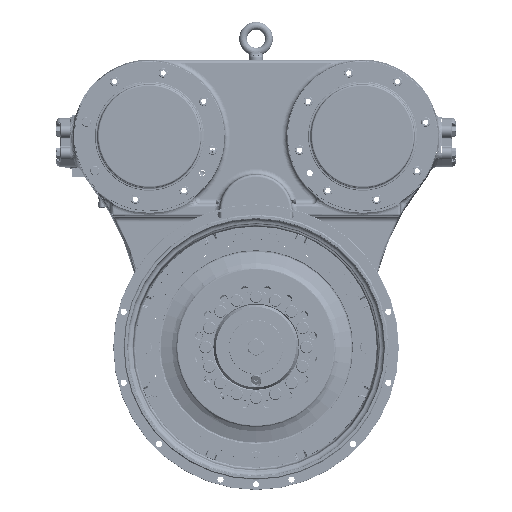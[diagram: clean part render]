
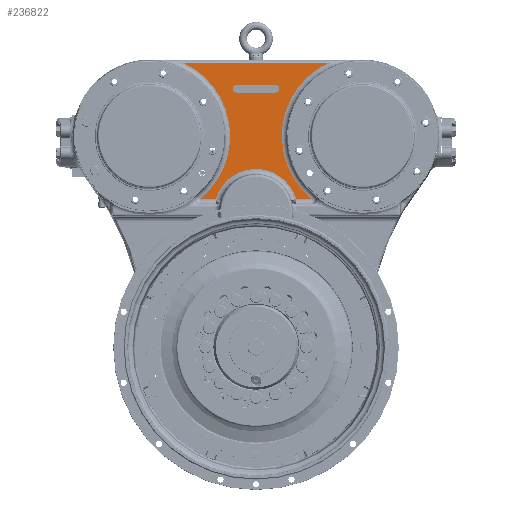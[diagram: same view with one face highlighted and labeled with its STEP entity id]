
A CAD part, top view. The second image highlights one B-rep face of the part: STEP entity #236822.
In plain terms, the highlighted planar face has unit normal (0, 0, 1).
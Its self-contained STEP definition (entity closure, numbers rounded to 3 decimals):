
#1740 = EDGE_LOOP ( 'NONE', ( #300519, #333480, #162906, #321572, #155153, #322513, #124290 ) ) ;
#5518 = CARTESIAN_POINT ( 'NONE',  ( 140.297, 287.157, -121.5 ) ) ;
#9744 = AXIS2_PLACEMENT_3D ( 'NONE', #292678, #56815, #297001 ) ;
#11485 = EDGE_CURVE ( 'NONE', #344054, #34569, #288105, .T. ) ;
#17039 = DIRECTION ( 'NONE',  ( 1., 0., 0. ) ) ;
#28045 = AXIS2_PLACEMENT_3D ( 'NONE', #391739, #48926, #348249 ) ;
#34411 = CARTESIAN_POINT ( 'NONE',  ( -37.5, 507.5, -121.5 ) ) ;
#34569 = VERTEX_POINT ( 'NONE', #428630 ) ;
#48295 = DIRECTION ( 'NONE',  ( -1., 0., 0. ) ) ;
#48926 = DIRECTION ( 'NONE',  ( 0., 0., -1. ) ) ;
#50357 = PLANE ( 'NONE',  #9744 ) ;
#52498 = FACE_BOUND ( 'NONE', #130722, .T. ) ;
#54775 = LINE ( 'NONE', #153100, #373832 ) ;
#56815 = DIRECTION ( 'NONE',  ( 0., 0., 1. ) ) ;
#65108 = AXIS2_PLACEMENT_3D ( 'NONE', #71798, #67477, #336169 ) ;
#65959 = EDGE_CURVE ( 'NONE', #244661, #223731, #197613, .T. ) ;
#67092 = CARTESIAN_POINT ( 'NONE',  ( -107.716, 287.157, -121.5 ) ) ;
#67477 = DIRECTION ( 'NONE',  ( 0., 0., -1. ) ) ;
#67898 = CARTESIAN_POINT ( 'NONE',  ( -206.284, 408.452, -121.5 ) ) ;
#70553 = AXIS2_PLACEMENT_3D ( 'NONE', #336591, #268792, #406328 ) ;
#71798 = CARTESIAN_POINT ( 'NONE',  ( -206.284, 408.452, -121.5 ) ) ;
#72270 = CARTESIAN_POINT ( 'NONE',  ( 206.284, 287.157, -121.5 ) ) ;
#78796 = DIRECTION ( 'NONE',  ( 1., 0., 0. ) ) ;
#80417 = CIRCLE ( 'NONE', #254695, 156.295 ) ;
#85726 = VERTEX_POINT ( 'NONE', #148313 ) ;
#100803 = EDGE_CURVE ( 'NONE', #392739, #171302, #264516, .T. ) ;
#111932 = CARTESIAN_POINT ( 'NONE',  ( -37.5, 492.5, -121.5 ) ) ;
#113517 = EDGE_CURVE ( 'NONE', #351979, #344054, #302300, .T. ) ;
#114629 = CIRCLE ( 'NONE', #191305, 7.5 ) ;
#119750 = DIRECTION ( 'NONE',  ( 0., 0., -1. ) ) ;
#119788 = DIRECTION ( 'NONE',  ( 0., 0., -1. ) ) ;
#124290 = ORIENTED_EDGE ( 'NONE', *, *, #314270, .T. ) ;
#126098 = CIRCLE ( 'NONE', #28045, 80.879 ) ;
#127581 = VERTEX_POINT ( 'NONE', #201372 ) ;
#130722 = EDGE_LOOP ( 'NONE', ( #339641, #365311, #259311, #186352, #181286 ) ) ;
#138895 = DIRECTION ( 'NONE',  ( 1., 0., 0. ) ) ;
#145643 = CARTESIAN_POINT ( 'NONE',  ( -140.571, 550.262, -121.5 ) ) ;
#148313 = CARTESIAN_POINT ( 'NONE',  ( 140.571, 550.262, -121.5 ) ) ;
#153100 = CARTESIAN_POINT ( 'NONE',  ( 206.284, 550.262, -121.5 ) ) ;
#154007 = VECTOR ( 'NONE', #224254, 1000. ) ;
#155153 = ORIENTED_EDGE ( 'NONE', *, *, #232934, .T. ) ;
#159364 = VERTEX_POINT ( 'NONE', #324720 ) ;
#162906 = ORIENTED_EDGE ( 'NONE', *, *, #419817, .T. ) ;
#169165 = VERTEX_POINT ( 'NONE', #398052 ) ;
#171302 = VERTEX_POINT ( 'NONE', #337233 ) ;
#172697 = DIRECTION ( 'NONE',  ( 0., 0., -1. ) ) ;
#181022 = DIRECTION ( 'NONE',  ( 1., 0., 0. ) ) ;
#181286 = ORIENTED_EDGE ( 'NONE', *, *, #11485, .T. ) ;
#186352 = ORIENTED_EDGE ( 'NONE', *, *, #113517, .T. ) ;
#188615 = CARTESIAN_POINT ( 'NONE',  ( -49.989, 408.452, -121.5 ) ) ;
#191305 = AXIS2_PLACEMENT_3D ( 'NONE', #220139, #119750, #181022 ) ;
#197613 = CIRCLE ( 'NONE', #65108, 156.295 ) ;
#201084 = DIRECTION ( 'NONE',  ( 1., 0., 0. ) ) ;
#201372 = CARTESIAN_POINT ( 'NONE',  ( -45., 500., -121.5 ) ) ;
#203905 = DIRECTION ( 'NONE',  ( 1., 0., 0. ) ) ;
#209869 = CIRCLE ( 'NONE', #70553, 156.295 ) ;
#220139 = CARTESIAN_POINT ( 'NONE',  ( -37.5, 500., -121.5 ) ) ;
#223731 = VERTEX_POINT ( 'NONE', #188615 ) ;
#224254 = DIRECTION ( 'NONE',  ( -1., 0., 0. ) ) ;
#230665 = VERTEX_POINT ( 'NONE', #111932 ) ;
#232934 = EDGE_CURVE ( 'NONE', #171302, #159364, #126098, .T. ) ;
#236822 = ADVANCED_FACE ( 'NONE', ( #349680, #52498 ), #50357, .T. ) ;
#237227 = VECTOR ( 'NONE', #266642, 1000. ) ;
#244661 = VERTEX_POINT ( 'NONE', #145643 ) ;
#246289 = AXIS2_PLACEMENT_3D ( 'NONE', #351350, #119788, #17039 ) ;
#254695 = AXIS2_PLACEMENT_3D ( 'NONE', #67898, #172697, #201084 ) ;
#258091 = EDGE_CURVE ( 'NONE', #159364, #169165, #403212, .T. ) ;
#259185 = LINE ( 'NONE', #326961, #154007 ) ;
#259311 = ORIENTED_EDGE ( 'NONE', *, *, #330152, .T. ) ;
#264516 = LINE ( 'NONE', #72270, #237227 ) ;
#266642 = DIRECTION ( 'NONE',  ( 1., 0., 0. ) ) ;
#268792 = DIRECTION ( 'NONE',  ( 0., 0., -1. ) ) ;
#288105 = CIRCLE ( 'NONE', #246289, 7.5 ) ;
#292678 = CARTESIAN_POINT ( 'NONE',  ( 206.284, 408.452, -121.5 ) ) ;
#297001 = DIRECTION ( 'NONE',  ( 1., 0., 0. ) ) ;
#300519 = ORIENTED_EDGE ( 'NONE', *, *, #308648, .T. ) ;
#302300 = LINE ( 'NONE', #369958, #354136 ) ;
#308648 = EDGE_CURVE ( 'NONE', #85726, #244661, #54775, .T. ) ;
#314270 = EDGE_CURVE ( 'NONE', #169165, #85726, #209869, .T. ) ;
#321572 = ORIENTED_EDGE ( 'NONE', *, *, #100803, .T. ) ;
#322513 = ORIENTED_EDGE ( 'NONE', *, *, #258091, .T. ) ;
#324720 = CARTESIAN_POINT ( 'NONE',  ( 77.496, 287.157, -121.5 ) ) ;
#326961 = CARTESIAN_POINT ( 'NONE',  ( 206.284, 492.5, -121.5 ) ) ;
#330152 = EDGE_CURVE ( 'NONE', #127581, #351979, #392769, .T. ) ;
#331587 = EDGE_CURVE ( 'NONE', #230665, #127581, #114629, .T. ) ;
#333480 = ORIENTED_EDGE ( 'NONE', *, *, #65959, .T. ) ;
#336169 = DIRECTION ( 'NONE',  ( 1., 0., 0. ) ) ;
#336591 = CARTESIAN_POINT ( 'NONE',  ( 206.284, 408.452, -121.5 ) ) ;
#337233 = CARTESIAN_POINT ( 'NONE',  ( -77.496, 287.157, -121.5 ) ) ;
#339641 = ORIENTED_EDGE ( 'NONE', *, *, #398122, .T. ) ;
#344054 = VERTEX_POINT ( 'NONE', #418729 ) ;
#348249 = DIRECTION ( 'NONE',  ( 1., 0., 0. ) ) ;
#349680 = FACE_OUTER_BOUND ( 'NONE', #1740, .T. ) ;
#351350 = CARTESIAN_POINT ( 'NONE',  ( 37.5, 500., -121.5 ) ) ;
#351979 = VERTEX_POINT ( 'NONE', #34411 ) ;
#353907 = CARTESIAN_POINT ( 'NONE',  ( -37.5, 500., -121.5 ) ) ;
#354136 = VECTOR ( 'NONE', #203905, 1000. ) ;
#364696 = VECTOR ( 'NONE', #138895, 1000. ) ;
#365311 = ORIENTED_EDGE ( 'NONE', *, *, #331587, .T. ) ;
#369958 = CARTESIAN_POINT ( 'NONE',  ( 206.284, 507.5, -121.5 ) ) ;
#371891 = AXIS2_PLACEMENT_3D ( 'NONE', #353907, #378060, #78796 ) ;
#373832 = VECTOR ( 'NONE', #48295, 1000. ) ;
#378060 = DIRECTION ( 'NONE',  ( 0., 0., -1. ) ) ;
#391739 = CARTESIAN_POINT ( 'NONE',  ( 0., 264.011, -121.5 ) ) ;
#392739 = VERTEX_POINT ( 'NONE', #67092 ) ;
#392769 = CIRCLE ( 'NONE', #371891, 7.5 ) ;
#398052 = CARTESIAN_POINT ( 'NONE',  ( 107.716, 287.157, -121.5 ) ) ;
#398122 = EDGE_CURVE ( 'NONE', #34569, #230665, #259185, .T. ) ;
#403212 = LINE ( 'NONE', #5518, #364696 ) ;
#406328 = DIRECTION ( 'NONE',  ( 1., 0., 0. ) ) ;
#418729 = CARTESIAN_POINT ( 'NONE',  ( 37.5, 507.5, -121.5 ) ) ;
#419817 = EDGE_CURVE ( 'NONE', #223731, #392739, #80417, .T. ) ;
#428630 = CARTESIAN_POINT ( 'NONE',  ( 37.5, 492.5, -121.5 ) ) ;
